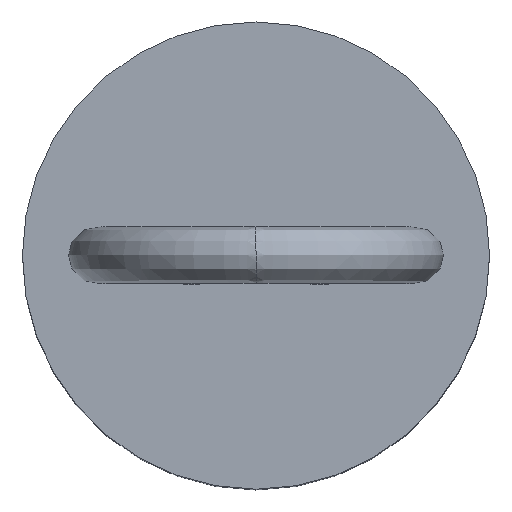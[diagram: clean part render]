
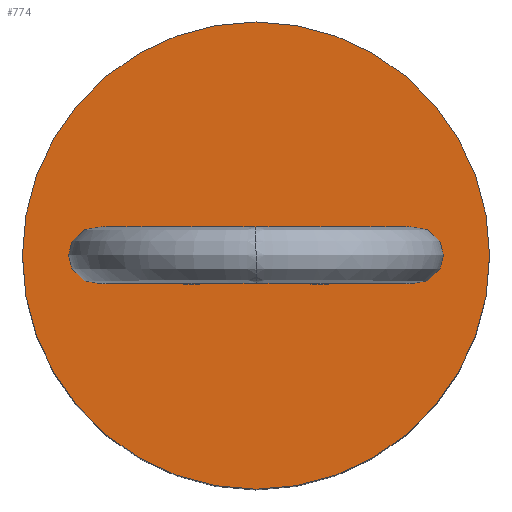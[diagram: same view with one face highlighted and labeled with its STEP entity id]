
A CAD part, top view. The second image highlights one B-rep face of the part: STEP entity #774.
In plain terms, the highlighted planar face has unit normal (0, 0, 1).
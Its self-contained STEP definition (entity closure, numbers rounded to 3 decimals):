
#15=EDGE_CURVE('',#16,#18,#20,.F.);
#16=VERTEX_POINT('',#17);
#17=CARTESIAN_POINT('',(-0.273,0.157,3.0));
#18=VERTEX_POINT('',#19);
#19=CARTESIAN_POINT('',(-0.273,-0.157,3.0));
#20=ELLIPSE('',#21,0.195,0.195);
#21=AXIS2_PLACEMENT_3D('',#22,#23,#24);
#22=CARTESIAN_POINT('',(-0.388,0.0,3.0));
#23=DIRECTION('',(0.,0.0,-1.0));
#24=DIRECTION('',(1.0,0.0,0.));
#57=EDGE_CURVE('',#18,#16,#58,.F.);
#58=LINE('',#59,#60);
#59=CARTESIAN_POINT('',(-0.273,0.157,3.0));
#60=VECTOR('',#61,1.0);
#61=DIRECTION('',(0.,-1.0,0.));
#79=EDGE_CURVE('',#80,#82,#84,.F.);
#80=VERTEX_POINT('',#81);
#81=CARTESIAN_POINT('',(0.273,-0.157,3.0));
#82=VERTEX_POINT('',#83);
#83=CARTESIAN_POINT('',(0.273,0.157,3.0));
#84=ELLIPSE('',#85,0.195,0.195);
#85=AXIS2_PLACEMENT_3D('',#86,#87,#88);
#86=CARTESIAN_POINT('',(0.388,0.0,3.0));
#87=DIRECTION('',(0.,0.0,-1.0));
#88=DIRECTION('',(1.0,0.0,0.));
#121=EDGE_CURVE('',#82,#80,#122,.F.);
#122=LINE('',#123,#124);
#123=CARTESIAN_POINT('',(0.273,0.157,3.0));
#124=VECTOR('',#125,1.0);
#125=DIRECTION('',(0.,1.0,0.));
#774=ADVANCED_FACE('',(#775,#779,#790),#794,.F.);
#775=FACE_BOUND('',#776,.T.);
#776=EDGE_LOOP('',(#777,#778));
#777=ORIENTED_EDGE('',*,*,#121,.F.);
#778=ORIENTED_EDGE('',*,*,#79,.F.);
#779=FACE_BOUND('',#780,.T.);
#780=EDGE_LOOP('',(#781));
#781=ORIENTED_EDGE('',*,*,#782,.T.);
#782=EDGE_CURVE('',#783,#783,#785,.T.);
#783=VERTEX_POINT('',#784);
#784=CARTESIAN_POINT('',(1.6,0.0,3.0));
#785=CIRCLE('',#786,1.6);
#786=AXIS2_PLACEMENT_3D('',#787,#788,#789);
#787=CARTESIAN_POINT('',(0.,0.0,3.0));
#788=DIRECTION('',(0.,0.0,1.0));
#789=DIRECTION('',(1.0,0.0,0.));
#790=FACE_BOUND('',#791,.T.);
#791=EDGE_LOOP('',(#792,#793));
#792=ORIENTED_EDGE('',*,*,#57,.F.);
#793=ORIENTED_EDGE('',*,*,#15,.F.);
#794=PLANE('',#795);
#795=AXIS2_PLACEMENT_3D('',#796,#797,#798);
#796=CARTESIAN_POINT('',(0.,0.0,3.0));
#797=DIRECTION('',(0.,0.0,-1.0));
#798=DIRECTION('',(-1.0,0.0,0.));
